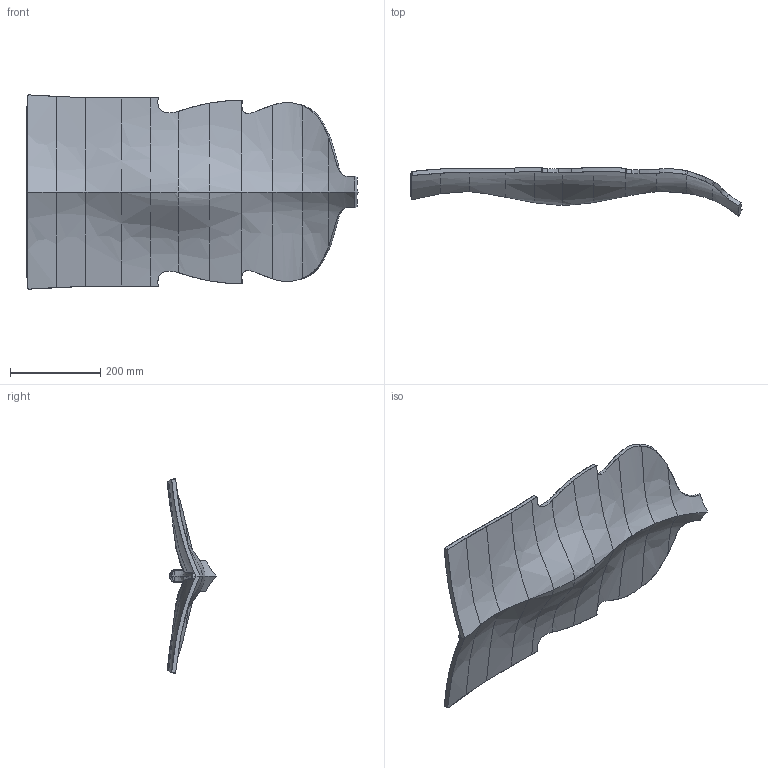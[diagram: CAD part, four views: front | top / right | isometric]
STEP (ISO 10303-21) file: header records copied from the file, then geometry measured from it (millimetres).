
FILE_DESCRIPTION((''),'2;1');
FILE_NAME('_2_2_','2020-06-12T',('Administrator'),(''),'PRO/ENGINEER BY PARAMETRIC TECHNOLOGY CORPORATION, 2015070','PRO/ENGINEER BY PARAMETRIC TECHNOLOGY CORPORATION, 2015070','');
FILE_SCHEMA(('CONFIG_CONTROL_DESIGN'));
Length unit declared in the file: millimetre
Products named in the file (1): _2_2_
Bounding box: 735.92 x 107.61 x 430.8 mm (x, y, z)
Surface area: 616951.1 mm2 (no closed solid volume)
Topology: 0 solids, 9 shells, 259 faces, 1562 edges, 1270 vertices
Faces by surface type: bspline 210, plane 20, torus 13, cylinder 10, extrusion 6
Entity records: 26943 total; most frequent: CARTESIAN_POINT 18829, ORIENTED_EDGE 1932, EDGE_CURVE 1556, B_SPLINE_CURVE_WITH_KNOTS 1311, VERTEX_POINT 1270, DIRECTION 406, EDGE_LOOP 259, FACE_OUTER_BOUND 259
